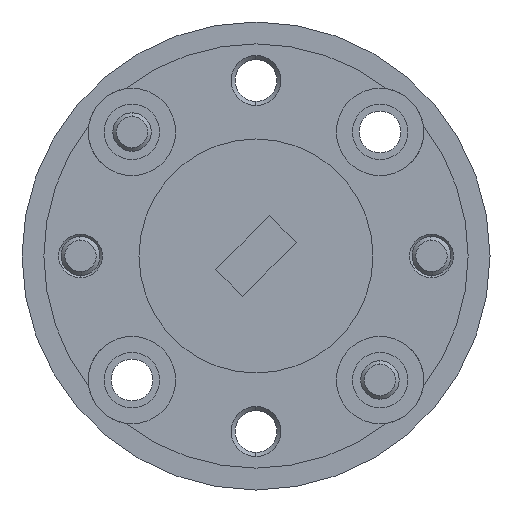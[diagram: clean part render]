
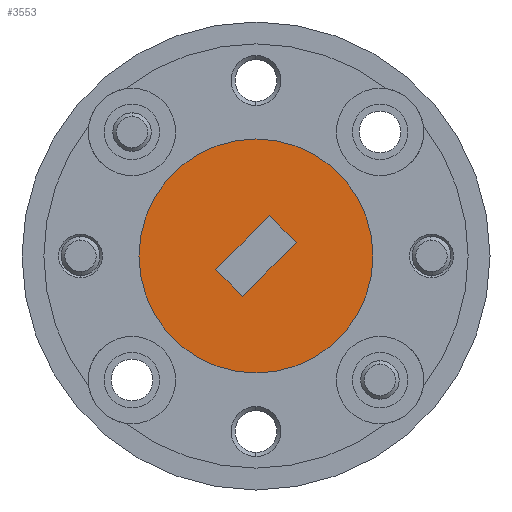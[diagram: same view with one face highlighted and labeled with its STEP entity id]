
A CAD part, left-side view. The second image highlights one B-rep face of the part: STEP entity #3553.
In plain terms, the highlighted planar face has unit normal (-1, 0, 0).
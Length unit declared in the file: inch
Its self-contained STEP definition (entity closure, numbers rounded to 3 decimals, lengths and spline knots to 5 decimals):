
#185 = FACE_OUTER_BOUND ( 'NONE', #774, .T. ) ;
#228 = EDGE_CURVE ( 'NONE', #3977, #3158, #4306, .T. ) ;
#229 = ORIENTED_EDGE ( 'NONE', *, *, #505, .F. ) ;
#239 = CARTESIAN_POINT ( 'NONE',  ( -2.24279, 0.7704, 0.24194 ) ) ;
#335 = DIRECTION ( 'NONE',  ( -1., 0., 0. ) ) ;
#391 = VERTEX_POINT ( 'NONE', #3993 ) ;
#417 = CARTESIAN_POINT ( 'NONE',  ( -2.24279, 0.8351, 0.22037 ) ) ;
#423 = EDGE_LOOP ( 'NONE', ( #1800, #5151, #229, #1418 ) ) ;
#505 = EDGE_CURVE ( 'NONE', #4342, #2581, #1138, .T. ) ;
#561 = CARTESIAN_POINT ( 'NONE',  ( -2.24279, 0.8998, 0.19881 ) ) ;
#609 = LINE ( 'NONE', #2770, #4430 ) ;
#693 = AXIS2_PLACEMENT_3D ( 'NONE', #1053, #2449, #3776 ) ;
#701 = CARTESIAN_POINT ( 'NONE',  ( -2.24279, 0.81353, 0.28507 ) ) ;
#705 = VECTOR ( 'NONE', #4787, 39.37008 ) ;
#774 = EDGE_LOOP ( 'NONE', ( #1464, #1013 ) ) ;
#1000 = AXIS2_PLACEMENT_3D ( 'NONE', #5333, #5305, #2641 ) ;
#1013 = ORIENTED_EDGE ( 'NONE', *, *, #5466, .T. ) ;
#1053 = CARTESIAN_POINT ( 'NONE',  ( -2.24279, 0.8351, 0.22037 ) ) ;
#1138 = LINE ( 'NONE', #1261, #2511 ) ;
#1261 = CARTESIAN_POINT ( 'NONE',  ( -2.24279, 0.8998, 0.19881 ) ) ;
#1392 = EDGE_CURVE ( 'NONE', #3117, #391, #5162, .T. ) ;
#1418 = ORIENTED_EDGE ( 'NONE', *, *, #1577, .F. ) ;
#1421 = FACE_BOUND ( 'NONE', #423, .T. ) ;
#1464 = ORIENTED_EDGE ( 'NONE', *, *, #1392, .T. ) ;
#1502 = DIRECTION ( 'NONE',  ( 0., -0.707, 0.707 ) ) ;
#1577 = EDGE_CURVE ( 'NONE', #3158, #4342, #609, .T. ) ;
#1775 = CARTESIAN_POINT ( 'NONE',  ( -2.24279, 0.7704, 0.24194 ) ) ;
#1800 = ORIENTED_EDGE ( 'NONE', *, *, #228, .F. ) ;
#1974 = EDGE_CURVE ( 'NONE', #2581, #3977, #4476, .T. ) ;
#2449 = DIRECTION ( 'NONE',  ( -1., 0., 0. ) ) ;
#2511 = VECTOR ( 'NONE', #3713, 39.37008 ) ;
#2541 = DIRECTION ( 'NONE',  ( 0., 0., 1. ) ) ;
#2567 = VECTOR ( 'NONE', #1502, 39.37008 ) ;
#2581 = VERTEX_POINT ( 'NONE', #4427 ) ;
#2641 = DIRECTION ( 'NONE',  ( 0., 1., 0. ) ) ;
#2770 = CARTESIAN_POINT ( 'NONE',  ( -2.24279, 0.81353, 0.28507 ) ) ;
#3101 = CIRCLE ( 'NONE', #693, 0.1875 ) ;
#3117 = VERTEX_POINT ( 'NONE', #5231 ) ;
#3158 = VERTEX_POINT ( 'NONE', #701 ) ;
#3266 = DIRECTION ( 'NONE',  ( 0., 0.707, -0.707 ) ) ;
#3553 = ADVANCED_FACE ( 'NONE', ( #185, #1421 ), #3602, .F. ) ;
#3602 = PLANE ( 'NONE',  #1000 ) ;
#3713 = DIRECTION ( 'NONE',  ( 0., -0.707, -0.707 ) ) ;
#3776 = DIRECTION ( 'NONE',  ( 0., 0., 1. ) ) ;
#3977 = VERTEX_POINT ( 'NONE', #1775 ) ;
#3993 = CARTESIAN_POINT ( 'NONE',  ( -2.24279, 0.8351, 0.03287 ) ) ;
#4306 = LINE ( 'NONE', #5246, #705 ) ;
#4342 = VERTEX_POINT ( 'NONE', #561 ) ;
#4427 = CARTESIAN_POINT ( 'NONE',  ( -2.24279, 0.85666, 0.15567 ) ) ;
#4430 = VECTOR ( 'NONE', #3266, 39.37008 ) ;
#4476 = LINE ( 'NONE', #239, #2567 ) ;
#4787 = DIRECTION ( 'NONE',  ( 0., 0.707, 0.707 ) ) ;
#5151 = ORIENTED_EDGE ( 'NONE', *, *, #1974, .F. ) ;
#5162 = CIRCLE ( 'NONE', #5173, 0.1875 ) ;
#5173 = AXIS2_PLACEMENT_3D ( 'NONE', #417, #335, #2541 ) ;
#5231 = CARTESIAN_POINT ( 'NONE',  ( -2.24279, 0.8351, 0.40787 ) ) ;
#5246 = CARTESIAN_POINT ( 'NONE',  ( -2.24279, 0.81353, 0.28507 ) ) ;
#5305 = DIRECTION ( 'NONE',  ( 1., 0., 0. ) ) ;
#5333 = CARTESIAN_POINT ( 'NONE',  ( -2.24279, 1.0226, 0.22037 ) ) ;
#5466 = EDGE_CURVE ( 'NONE', #391, #3117, #3101, .T. ) ;
